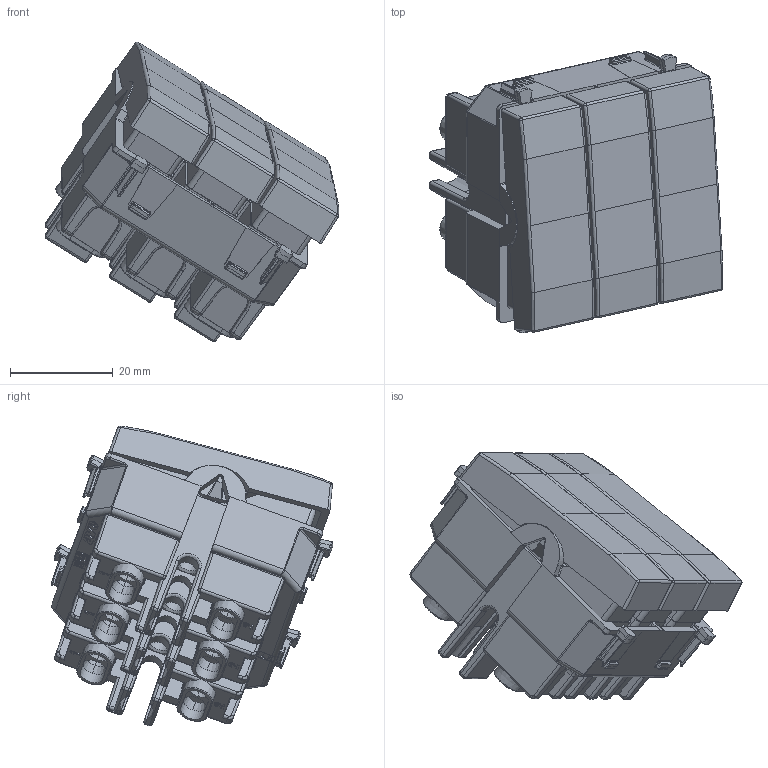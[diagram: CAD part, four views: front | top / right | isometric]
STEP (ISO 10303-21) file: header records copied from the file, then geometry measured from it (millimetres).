
FILE_DESCRIPTION(('CATIA V5 STEP Exchange'),'2;1');
FILE_NAME('','2023-09-25T12:33:17+00:00',('none'),('none'),'CATIA Version 5-6 Release 2016 SP6','CATIA V5 STEP AP203','none');
FILE_SCHEMA(('CONFIG_CONTROL_DESIGN'));
Products named in the file (1): 44@001K3RC
Assembly tree (8 placements, depth 2):
  44@001K3RC
    #57  x3
    #11695
    #97410
    #97454  x3
Bounding box: 57.05 x 54.87 x 58.35 mm (x, y, z)
Volume: 26252.4 mm3; surface area: 33001.7 mm2
Topology: 7 solids, 7 shells, 3314 faces, 8759 edges, 5294 vertices
Faces by surface type: plane 1316, cylinder 1221, bspline 425, sphere 133, cone 129, torus 70, extrusion 20
Entity records: 99370 total; most frequent: CARTESIAN_POINT 43998, ORIENTED_EDGE 13552, DIRECTION 7877, EDGE_CURVE 6776, VERTEX_POINT 4186, VECTOR 3468, LINE 3448, AXIS2_PLACEMENT_3D 2709
